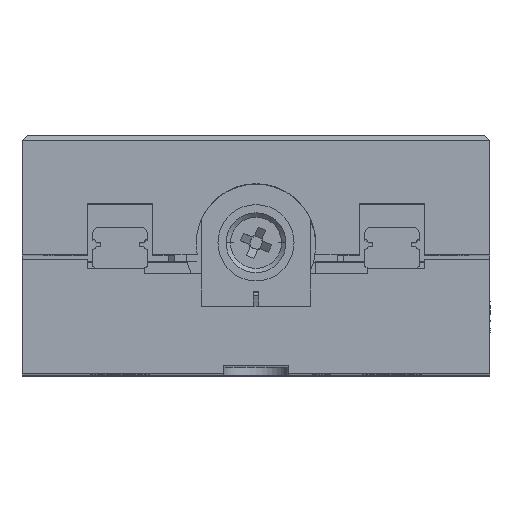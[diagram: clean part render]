
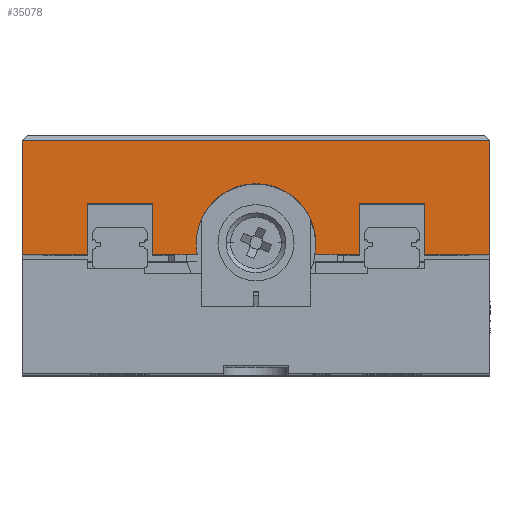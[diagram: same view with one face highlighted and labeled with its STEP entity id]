
A CAD part, top view. The second image highlights one B-rep face of the part: STEP entity #35078.
In plain terms, the highlighted planar face has unit normal (0, 0, 1).
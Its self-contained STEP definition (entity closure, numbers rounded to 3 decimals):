
#2962 = VECTOR ( 'NONE', #4280, 1000. ) ;
#2963 = VECTOR ( 'NONE', #4273, 1000. ) ;
#2964 = CIRCLE ( 'NONE', #2966, 5.5 ) ;
#2965 = VECTOR ( 'NONE', #4282, 1000. ) ;
#2966 = AXIS2_PLACEMENT_3D ( 'NONE', #4277, #4278, #4279 ) ;
#2968 = VECTOR ( 'NONE', #4285, 1000. ) ;
#2969 = VECTOR ( 'NONE', #4288, 1000. ) ;
#4267 = CARTESIAN_POINT ( 'NONE',  ( -21.5, 11., -38.75 ) ) ;
#4271 = LINE ( 'NONE', #4272, #2963 ) ;
#4272 = CARTESIAN_POINT ( 'NONE',  ( 9.5, 15.7, -38.75 ) ) ;
#4273 = DIRECTION ( 'NONE',  ( 0., -1., 0. ) ) ;
#4274 = LINE ( 'NONE', #4281, #2965 ) ;
#4276 = LINE ( 'NONE', #4267, #2962 ) ;
#4277 = CARTESIAN_POINT ( 'NONE',  ( 0., 12.04, -38.75 ) ) ;
#4278 = DIRECTION ( 'NONE',  ( 0., 0., 1. ) ) ;
#4279 = DIRECTION ( 'NONE',  ( 1., 0., 0. ) ) ;
#4280 = DIRECTION ( 'NONE',  ( 1., 0., 0. ) ) ;
#4281 = CARTESIAN_POINT ( 'NONE',  ( 15.5, 15.7, -38.75 ) ) ;
#4282 = DIRECTION ( 'NONE',  ( 0., -1., 0. ) ) ;
#4283 = LINE ( 'NONE', #4284, #2968 ) ;
#4284 = CARTESIAN_POINT ( 'NONE',  ( -21.5, 11., -38.75 ) ) ;
#4285 = DIRECTION ( 'NONE',  ( 1., 0., 0. ) ) ;
#4286 = LINE ( 'NONE', #4287, #2969 ) ;
#4287 = CARTESIAN_POINT ( 'NONE',  ( -21.5, 11., -38.75 ) ) ;
#4288 = DIRECTION ( 'NONE',  ( 1., 0., 0. ) ) ;
#16381 = VERTEX_POINT ( 'NONE', #40667 ) ;
#16382 = VERTEX_POINT ( 'NONE', #40668 ) ;
#16387 = VERTEX_POINT ( 'NONE', #40673 ) ;
#16388 = VERTEX_POINT ( 'NONE', #40674 ) ;
#16390 = VERTEX_POINT ( 'NONE', #40676 ) ;
#16595 = VERTEX_POINT ( 'NONE', #40881 ) ;
#16598 = VERTEX_POINT ( 'NONE', #40884 ) ;
#16599 = VERTEX_POINT ( 'NONE', #40885 ) ;
#16604 = VERTEX_POINT ( 'NONE', #40890 ) ;
#16617 = VERTEX_POINT ( 'NONE', #40903 ) ;
#16618 = VERTEX_POINT ( 'NONE', #40904 ) ;
#16620 = VERTEX_POINT ( 'NONE', #40906 ) ;
#16625 = VERTEX_POINT ( 'NONE', #40911 ) ;
#16739 = VERTEX_POINT ( 'NONE', #41025 ) ;
#16745 = VERTEX_POINT ( 'NONE', #41031 ) ;
#16746 = VERTEX_POINT ( 'NONE', #41032 ) ;
#18413 = CARTESIAN_POINT ( 'NONE',  ( 0., 12.04, -38.75 ) ) ;
#18414 = DIRECTION ( 'NONE',  ( 0., 0., 1. ) ) ;
#18415 = DIRECTION ( 'NONE',  ( 1., 0., 0. ) ) ;
#18935 = CIRCLE ( 'NONE', #18937, 5.5 ) ;
#18937 = AXIS2_PLACEMENT_3D ( 'NONE', #18413, #18414, #18415 ) ;
#19186 = CIRCLE ( 'NONE', #19188, 5.5 ) ;
#19188 = AXIS2_PLACEMENT_3D ( 'NONE', #20021, #20022, #20023 ) ;
#19372 = VECTOR ( 'NONE', #21224, 1000. ) ;
#19375 = VECTOR ( 'NONE', #21239, 1000. ) ;
#19377 = VECTOR ( 'NONE', #21251, 1000. ) ;
#19389 = VECTOR ( 'NONE', #21289, 1000. ) ;
#19396 = VECTOR ( 'NONE', #21306, 1000. ) ;
#19400 = VECTOR ( 'NONE', #21301, 1000. ) ;
#19436 = VECTOR ( 'NONE', #21368, 1000. ) ;
#19519 = VECTOR ( 'NONE', #21574, 1000. ) ;
#19660 = AXIS2_PLACEMENT_3D ( 'NONE', #21911, #21912, #21913 ) ;
#20021 = CARTESIAN_POINT ( 'NONE',  ( 0., 12.04, -38.75 ) ) ;
#20022 = DIRECTION ( 'NONE',  ( 0., 0., 1. ) ) ;
#20023 = DIRECTION ( 'NONE',  ( 1., 0., 0. ) ) ;
#21218 = LINE ( 'NONE', #21238, #19375 ) ;
#21222 = LINE ( 'NONE', #21223, #19372 ) ;
#21223 = CARTESIAN_POINT ( 'NONE',  ( 21.5, 11., -38.75 ) ) ;
#21224 = DIRECTION ( 'NONE',  ( 0., 1., 0. ) ) ;
#21229 = LINE ( 'NONE', #21250, #19377 ) ;
#21238 = CARTESIAN_POINT ( 'NONE',  ( -21.5, 21.5, -38.75 ) ) ;
#21239 = DIRECTION ( 'NONE',  ( -1., 0., 0. ) ) ;
#21250 = CARTESIAN_POINT ( 'NONE',  ( -21.5, 11., -38.75 ) ) ;
#21251 = DIRECTION ( 'NONE',  ( 0., 1., 0. ) ) ;
#21279 = LINE ( 'NONE', #21305, #19396 ) ;
#21280 = LINE ( 'NONE', #21288, #19389 ) ;
#21288 = CARTESIAN_POINT ( 'NONE',  ( -21.5, 11., -38.75 ) ) ;
#21289 = DIRECTION ( 'NONE',  ( 1., 0., 0. ) ) ;
#21299 = LINE ( 'NONE', #21300, #19400 ) ;
#21300 = CARTESIAN_POINT ( 'NONE',  ( -15.5, 15.7, -38.75 ) ) ;
#21301 = DIRECTION ( 'NONE',  ( 0., -1., 0. ) ) ;
#21305 = CARTESIAN_POINT ( 'NONE',  ( -9.5, 15.7, -38.75 ) ) ;
#21306 = DIRECTION ( 'NONE',  ( 0., -1., 0. ) ) ;
#21366 = LINE ( 'NONE', #21367, #19436 ) ;
#21367 = CARTESIAN_POINT ( 'NONE',  ( -15.5, 15.7, -38.75 ) ) ;
#21368 = DIRECTION ( 'NONE',  ( -1., 0., 0. ) ) ;
#21572 = LINE ( 'NONE', #21573, #19519 ) ;
#21573 = CARTESIAN_POINT ( 'NONE',  ( 15.5, 15.7, -38.75 ) ) ;
#21574 = DIRECTION ( 'NONE',  ( -1., 0., 0. ) ) ;
#21886 = PLANE ( 'NONE',  #19660 ) ;
#21901 = FACE_OUTER_BOUND ( 'NONE', #29200, .T. ) ;
#21911 = CARTESIAN_POINT ( 'NONE',  ( -21.5, 11., -38.75 ) ) ;
#21912 = DIRECTION ( 'NONE',  ( 0., 0., 1. ) ) ;
#21913 = DIRECTION ( 'NONE',  ( 1., 0., 0. ) ) ;
#29200 = EDGE_LOOP ( 'NONE', ( #30056, #30057, #30058, #30059, #30060, #30061, #30062, #30063, #30064, #30065, #30066, #30067, #30068, #30069, #30070, #30071 ) ) ;
#29827 = EDGE_CURVE ( 'NONE', #16382, #16387, #4271, .T. ) ;
#29828 = EDGE_CURVE ( 'NONE', #16390, #16739, #2964, .T. ) ;
#29829 = EDGE_CURVE ( 'NONE', #16390, #16387, #4276, .T. ) ;
#29830 = EDGE_CURVE ( 'NONE', #16381, #16388, #4274, .T. ) ;
#29831 = EDGE_CURVE ( 'NONE', #16388, #16598, #4283, .T. ) ;
#29832 = EDGE_CURVE ( 'NONE', #16625, #16745, #4286, .T. ) ;
#30056 = ORIENTED_EDGE ( 'NONE', *, *, #29828, .F. ) ;
#30057 = ORIENTED_EDGE ( 'NONE', *, *, #29829, .T. ) ;
#30058 = ORIENTED_EDGE ( 'NONE', *, *, #29827, .F. ) ;
#30059 = ORIENTED_EDGE ( 'NONE', *, *, #35052, .F. ) ;
#30060 = ORIENTED_EDGE ( 'NONE', *, *, #29830, .T. ) ;
#30061 = ORIENTED_EDGE ( 'NONE', *, *, #29831, .T. ) ;
#30062 = ORIENTED_EDGE ( 'NONE', *, *, #34935, .T. ) ;
#30063 = ORIENTED_EDGE ( 'NONE', *, *, #34940, .T. ) ;
#30064 = ORIENTED_EDGE ( 'NONE', *, *, #34944, .F. ) ;
#30065 = ORIENTED_EDGE ( 'NONE', *, *, #34957, .T. ) ;
#30066 = ORIENTED_EDGE ( 'NONE', *, *, #34961, .F. ) ;
#30067 = ORIENTED_EDGE ( 'NONE', *, *, #34983, .F. ) ;
#30068 = ORIENTED_EDGE ( 'NONE', *, *, #34963, .T. ) ;
#30069 = ORIENTED_EDGE ( 'NONE', *, *, #29832, .T. ) ;
#30070 = ORIENTED_EDGE ( 'NONE', *, *, #33398, .F. ) ;
#30071 = ORIENTED_EDGE ( 'NONE', *, *, #33445, .F. ) ;
#33398 = EDGE_CURVE ( 'NONE', #16746, #16745, #18935, .T. ) ;
#33445 = EDGE_CURVE ( 'NONE', #16739, #16746, #19186, .T. ) ;
#34935 = EDGE_CURVE ( 'NONE', #16598, #16604, #21222, .T. ) ;
#34940 = EDGE_CURVE ( 'NONE', #16604, #16595, #21218, .T. ) ;
#34944 = EDGE_CURVE ( 'NONE', #16599, #16595, #21229, .T. ) ;
#34957 = EDGE_CURVE ( 'NONE', #16599, #16617, #21280, .T. ) ;
#34961 = EDGE_CURVE ( 'NONE', #16620, #16617, #21299, .T. ) ;
#34963 = EDGE_CURVE ( 'NONE', #16618, #16625, #21279, .T. ) ;
#34983 = EDGE_CURVE ( 'NONE', #16618, #16620, #21366, .T. ) ;
#35052 = EDGE_CURVE ( 'NONE', #16381, #16382, #21572, .T. ) ;
#35078 = ADVANCED_FACE ( 'NONE', ( #21901 ), #21886, .T. ) ;
#40667 = CARTESIAN_POINT ( 'NONE',  ( 15.5, 15.7, -38.75 ) ) ;
#40668 = CARTESIAN_POINT ( 'NONE',  ( 9.5, 15.7, -38.75 ) ) ;
#40673 = CARTESIAN_POINT ( 'NONE',  ( 9.5, 11., -38.75 ) ) ;
#40674 = CARTESIAN_POINT ( 'NONE',  ( 15.5, 11., -38.75 ) ) ;
#40676 = CARTESIAN_POINT ( 'NONE',  ( 5.401, 11., -38.75 ) ) ;
#40881 = CARTESIAN_POINT ( 'NONE',  ( -21.5, 21.5, -38.75 ) ) ;
#40884 = CARTESIAN_POINT ( 'NONE',  ( 21.5, 11., -38.75 ) ) ;
#40885 = CARTESIAN_POINT ( 'NONE',  ( -21.5, 11., -38.75 ) ) ;
#40890 = CARTESIAN_POINT ( 'NONE',  ( 21.5, 21.5, -38.75 ) ) ;
#40903 = CARTESIAN_POINT ( 'NONE',  ( -15.5, 11., -38.75 ) ) ;
#40904 = CARTESIAN_POINT ( 'NONE',  ( -9.5, 15.7, -38.75 ) ) ;
#40906 = CARTESIAN_POINT ( 'NONE',  ( -15.5, 15.7, -38.75 ) ) ;
#40911 = CARTESIAN_POINT ( 'NONE',  ( -9.5, 11., -38.75 ) ) ;
#41025 = CARTESIAN_POINT ( 'NONE',  ( 5.5, 12.04, -38.75 ) ) ;
#41031 = CARTESIAN_POINT ( 'NONE',  ( -5.401, 11., -38.75 ) ) ;
#41032 = CARTESIAN_POINT ( 'NONE',  ( -5.5, 12.04, -38.75 ) ) ;
